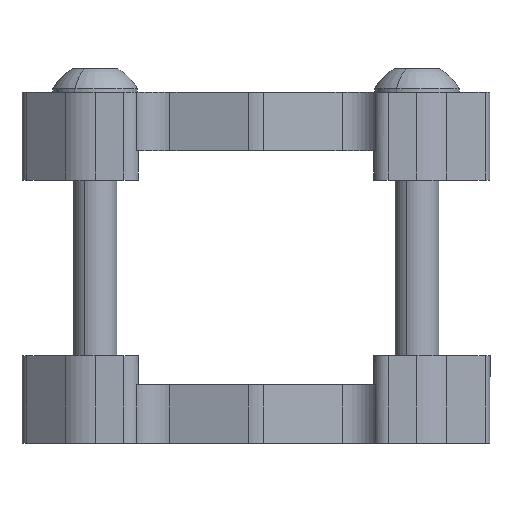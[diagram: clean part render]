
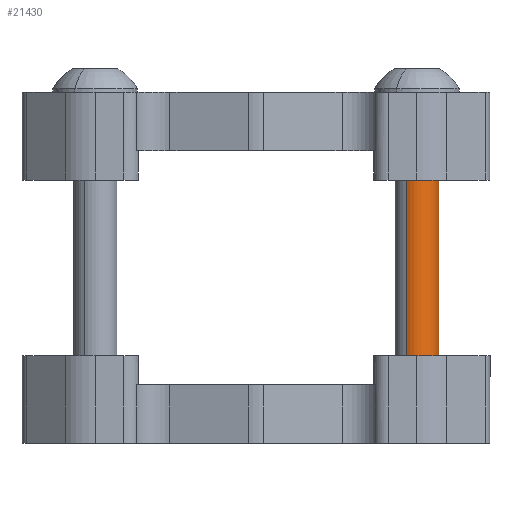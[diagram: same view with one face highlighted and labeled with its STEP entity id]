
A CAD part, front view. The second image highlights one B-rep face of the part: STEP entity #21430.
In plain terms, the highlighted cylindrical face has radius 2.375 mm (diameter 4.75 mm), a partial arc.
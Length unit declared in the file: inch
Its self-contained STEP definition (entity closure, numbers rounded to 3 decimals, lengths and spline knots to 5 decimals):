
#118 = ORIENTED_EDGE ( 'NONE', *, *, #15153, .T. ) ;
#271 = EDGE_CURVE ( 'NONE', #19289, #6418, #27810, .T. ) ;
#386 = AXIS2_PLACEMENT_3D ( 'NONE', #27502, #7744, #5603 ) ;
#1216 = CARTESIAN_POINT ( 'NONE',  ( 0., -1.477, 0. ) ) ;
#1331 = LINE ( 'NONE', #5464, #10686 ) ;
#2284 = EDGE_LOOP ( 'NONE', ( #2446, #118, #16720, #9460 ) ) ;
#2446 = ORIENTED_EDGE ( 'NONE', *, *, #9266, .T. ) ;
#5464 = CARTESIAN_POINT ( 'NONE',  ( 0., -1.5, -0.0935 ) ) ;
#5517 = AXIS2_PLACEMENT_3D ( 'NONE', #1216, #16510, #25248 ) ;
#5603 = DIRECTION ( 'NONE',  ( 0., 0., 1. ) ) ;
#5835 = AXIS2_PLACEMENT_3D ( 'NONE', #19894, #15335, #19753 ) ;
#5982 = CIRCLE ( 'NONE', #5517, 0.0935 ) ;
#6418 = VERTEX_POINT ( 'NONE', #14910 ) ;
#6628 = VECTOR ( 'NONE', #19344, 39.37008 ) ;
#6744 = CYLINDRICAL_SURFACE ( 'NONE', #5835, 0.0935 ) ;
#7744 = DIRECTION ( 'NONE',  ( 0., -1., 0. ) ) ;
#8161 = EDGE_CURVE ( 'NONE', #18444, #6418, #19763, .T. ) ;
#8611 = FACE_OUTER_BOUND ( 'NONE', #2284, .T. ) ;
#9266 = EDGE_CURVE ( 'NONE', #18444, #12249, #5982, .T. ) ;
#9460 = ORIENTED_EDGE ( 'NONE', *, *, #8161, .F. ) ;
#9619 = CARTESIAN_POINT ( 'NONE',  ( 0., -1.477, -0.0935 ) ) ;
#10686 = VECTOR ( 'NONE', #16630, 39.37008 ) ;
#11199 = CARTESIAN_POINT ( 'NONE',  ( 0., -1.477, 0.0935 ) ) ;
#12249 = VERTEX_POINT ( 'NONE', #9619 ) ;
#12645 = CARTESIAN_POINT ( 'NONE',  ( 0., -0.006, -0.0935 ) ) ;
#12771 = CARTESIAN_POINT ( 'NONE',  ( 0., -1.5, 0.0935 ) ) ;
#14910 = CARTESIAN_POINT ( 'NONE',  ( 0., -0.006, 0.0935 ) ) ;
#15153 = EDGE_CURVE ( 'NONE', #12249, #19289, #1331, .T. ) ;
#15335 = DIRECTION ( 'NONE',  ( 0., 1., 0. ) ) ;
#16510 = DIRECTION ( 'NONE',  ( 0., 1., 0. ) ) ;
#16630 = DIRECTION ( 'NONE',  ( 0., 1., 0. ) ) ;
#16720 = ORIENTED_EDGE ( 'NONE', *, *, #271, .T. ) ;
#18444 = VERTEX_POINT ( 'NONE', #11199 ) ;
#19289 = VERTEX_POINT ( 'NONE', #12645 ) ;
#19344 = DIRECTION ( 'NONE',  ( 0., 1., 0. ) ) ;
#19753 = DIRECTION ( 'NONE',  ( 0., 0., 1. ) ) ;
#19763 = LINE ( 'NONE', #12771, #6628 ) ;
#19894 = CARTESIAN_POINT ( 'NONE',  ( 0., -1.5, 0. ) ) ;
#21430 = ADVANCED_FACE ( 'NONE', ( #8611 ), #6744, .T. ) ;
#25248 = DIRECTION ( 'NONE',  ( 0., 0., 1. ) ) ;
#27502 = CARTESIAN_POINT ( 'NONE',  ( 0., -0.006, 0. ) ) ;
#27810 = CIRCLE ( 'NONE', #386, 0.0935 ) ;
